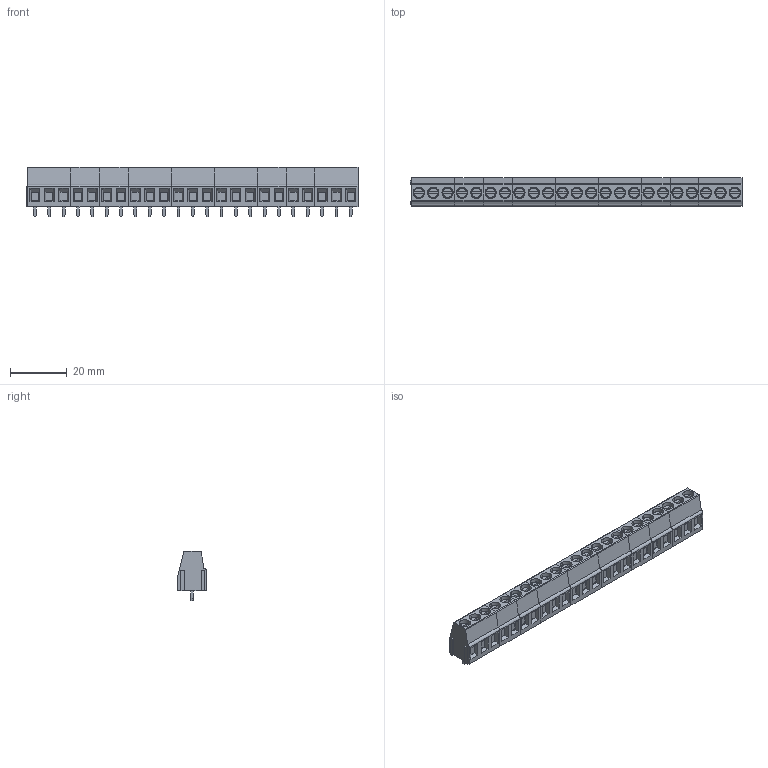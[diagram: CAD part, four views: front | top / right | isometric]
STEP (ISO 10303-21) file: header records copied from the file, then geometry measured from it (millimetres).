
FILE_DESCRIPTION(('FreeCAD Model'),'2;1');
FILE_NAME('Open CASCADE Shape Model','2024-11-06T21:32:06',(''),(''), 'Open CASCADE STEP processor 7.6','FreeCAD','Unknown');
FILE_SCHEMA(('AUTOMOTIVE_DESIGN { 1 0 10303 214 1 1 1 1 }'));
Length unit declared in the file: millimetre
Products named in the file (1): CUI_DEVICES_TB004-508-23BE
Bounding box: 117.44 x 10.2 x 17.6 mm (x, y, z)
Volume: 13765.8 mm3; surface area: 7993.1 mm2
Topology: 1 solids, 1 shells, 979 faces, 2367 edges, 1459 vertices
Faces by surface type: plane 699, torus 115, cone 92, cylinder 73
Entity records: 36201 total; most frequent: CARTESIAN_POINT 6554, ORIENTED_EDGE 4734, DIRECTION 4633, EDGE_CURVE 2367, LINE 1693, VECTOR 1693, AXIS2_PLACEMENT_3D 1470, VERTEX_POINT 1459
